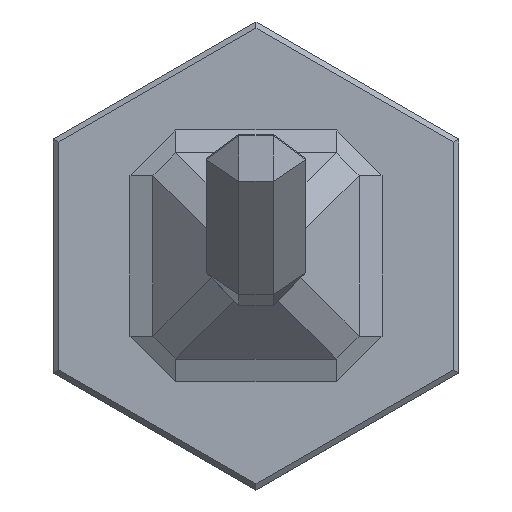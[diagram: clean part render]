
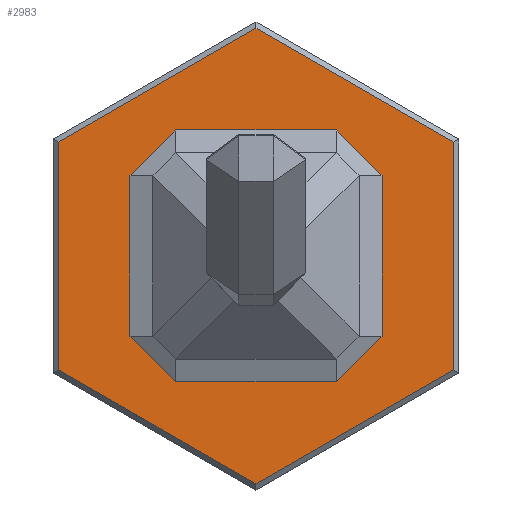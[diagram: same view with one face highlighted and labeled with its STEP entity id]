
A CAD part, top view. The second image highlights one B-rep face of the part: STEP entity #2983.
In plain terms, the highlighted planar face has unit normal (0, 0, 1).
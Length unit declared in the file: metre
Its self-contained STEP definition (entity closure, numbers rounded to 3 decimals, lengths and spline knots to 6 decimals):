
#30=ORIENTED_EDGE('',*,*,#906,.T.);
#31=ORIENTED_EDGE('',*,*,#907,.T.);
#32=ORIENTED_EDGE('',*,*,#908,.T.);
#33=ORIENTED_EDGE('',*,*,#909,.T.);
#34=ORIENTED_EDGE('',*,*,#910,.T.);
#35=ORIENTED_EDGE('',*,*,#911,.T.);
#36=ORIENTED_EDGE('',*,*,#912,.T.);
#37=ORIENTED_EDGE('',*,*,#913,.T.);
#38=ORIENTED_EDGE('',*,*,#914,.F.);
#39=ORIENTED_EDGE('',*,*,#915,.F.);
#40=ORIENTED_EDGE('',*,*,#916,.F.);
#41=ORIENTED_EDGE('',*,*,#917,.F.);
#42=ORIENTED_EDGE('',*,*,#918,.F.);
#43=ORIENTED_EDGE('',*,*,#919,.F.);
#906=EDGE_CURVE('',#1344,#1345,#1612,.T.);
#907=EDGE_CURVE('',#1345,#1346,#1613,.F.);
#908=EDGE_CURVE('',#1346,#1347,#1614,.T.);
#909=EDGE_CURVE('',#1347,#1348,#1615,.F.);
#910=EDGE_CURVE('',#1348,#1349,#1616,.T.);
#911=EDGE_CURVE('',#1349,#1350,#1617,.F.);
#912=EDGE_CURVE('',#1350,#1351,#1618,.T.);
#913=EDGE_CURVE('',#1351,#1344,#1619,.F.);
#914=EDGE_CURVE('',#1352,#1353,#1620,.T.);
#915=EDGE_CURVE('',#1354,#1352,#1621,.T.);
#916=EDGE_CURVE('',#1355,#1354,#1622,.T.);
#917=EDGE_CURVE('',#1356,#1355,#1623,.T.);
#918=EDGE_CURVE('',#1357,#1356,#1624,.T.);
#919=EDGE_CURVE('',#1353,#1357,#1625,.T.);
#1344=VERTEX_POINT('',#4139);
#1345=VERTEX_POINT('',#4140);
#1346=VERTEX_POINT('',#4142);
#1347=VERTEX_POINT('',#4144);
#1348=VERTEX_POINT('',#4146);
#1349=VERTEX_POINT('',#4148);
#1350=VERTEX_POINT('',#4150);
#1351=VERTEX_POINT('',#4152);
#1352=VERTEX_POINT('',#4155);
#1353=VERTEX_POINT('',#4156);
#1354=VERTEX_POINT('',#4158);
#1355=VERTEX_POINT('',#4160);
#1356=VERTEX_POINT('',#4162);
#1357=VERTEX_POINT('',#4164);
#1612=LINE('',#4138,#2038);
#1613=LINE('',#4141,#2039);
#1614=LINE('',#4143,#2040);
#1615=LINE('',#4145,#2041);
#1616=LINE('',#4147,#2042);
#1617=LINE('',#4149,#2043);
#1618=LINE('',#4151,#2044);
#1619=LINE('',#4153,#2045);
#1620=LINE('',#4154,#2046);
#1621=LINE('',#4157,#2047);
#1622=LINE('',#4159,#2048);
#1623=LINE('',#4161,#2049);
#1624=LINE('',#4163,#2050);
#1625=LINE('',#4165,#2051);
#2038=VECTOR('',#3350,1.);
#2039=VECTOR('',#3351,1.);
#2040=VECTOR('',#3352,1.);
#2041=VECTOR('',#3353,1.);
#2042=VECTOR('',#3354,1.);
#2043=VECTOR('',#3355,1.);
#2044=VECTOR('',#3356,1.);
#2045=VECTOR('',#3357,1.);
#2046=VECTOR('',#3358,1.);
#2047=VECTOR('',#3359,1.);
#2048=VECTOR('',#3360,1.);
#2049=VECTOR('',#3361,1.);
#2050=VECTOR('',#3362,1.);
#2051=VECTOR('',#3363,1.);
#2464=EDGE_LOOP('',(#30,#31,#32,#33,#34,#35,#36,#37));
#2465=EDGE_LOOP('',(#38,#39,#40,#41,#42,#43));
#2642=FACE_BOUND('',#2464,.T.);
#2643=FACE_BOUND('',#2465,.T.);
#2820=PLANE('',#3165);
#2983=ADVANCED_FACE('',(#2642,#2643),#2820,.T.);
#3165=AXIS2_PLACEMENT_3D('',#4137,#3348,#3349);
#3348=DIRECTION('',(0.,0.,1.));
#3349=DIRECTION('',(0.,1.,0.));
#3350=DIRECTION('',(0.,-1.,0.));
#3351=DIRECTION('',(0.707,0.707,0.));
#3352=DIRECTION('',(-1.,0.,0.));
#3353=DIRECTION('',(0.707,-0.707,0.));
#3354=DIRECTION('',(0.,1.,0.));
#3355=DIRECTION('',(-0.707,-0.707,0.));
#3356=DIRECTION('',(1.,0.,0.));
#3357=DIRECTION('',(-0.707,0.707,0.));
#3358=DIRECTION('',(0.,-1.,0.));
#3359=DIRECTION('',(0.866,-0.5,0.));
#3360=DIRECTION('',(0.866,0.5,0.));
#3361=DIRECTION('',(0.,1.,0.));
#3362=DIRECTION('',(-0.866,0.5,0.));
#3363=DIRECTION('',(-0.866,-0.5,0.));
#4137=CARTESIAN_POINT('',(0.,0.,0.01));
#4138=CARTESIAN_POINT('',(0.006996,0.,0.01));
#4139=CARTESIAN_POINT('',(0.006996,0.00445,0.01));
#4140=CARTESIAN_POINT('',(0.006996,-0.00445,0.01));
#4141=CARTESIAN_POINT('',(0.005723,-0.005723,0.01));
#4142=CARTESIAN_POINT('',(0.00445,-0.006996,0.01));
#4143=CARTESIAN_POINT('',(0.,-0.006996,0.01));
#4144=CARTESIAN_POINT('',(-0.00445,-0.006996,0.01));
#4145=CARTESIAN_POINT('',(-0.005723,-0.005723,0.01));
#4146=CARTESIAN_POINT('',(-0.006996,-0.00445,0.01));
#4147=CARTESIAN_POINT('',(-0.006996,0.,0.01));
#4148=CARTESIAN_POINT('',(-0.006996,0.00445,0.01));
#4149=CARTESIAN_POINT('',(-0.005723,0.005723,0.01));
#4150=CARTESIAN_POINT('',(-0.00445,0.006996,0.01));
#4151=CARTESIAN_POINT('',(0.,0.006996,0.01));
#4152=CARTESIAN_POINT('',(0.00445,0.006996,0.01));
#4153=CARTESIAN_POINT('',(0.005723,0.005723,0.01));
#4154=CARTESIAN_POINT('',(0.01095,-0.003248,0.01));
#4155=CARTESIAN_POINT('',(0.01095,0.006322,0.01));
#4156=CARTESIAN_POINT('',(0.01095,-0.006322,0.01));
#4157=CARTESIAN_POINT('',(0.008287,0.007859,0.01));
#4158=CARTESIAN_POINT('',(0.,0.012644,0.01));
#4159=CARTESIAN_POINT('',(-0.002663,0.011107,0.01));
#4160=CARTESIAN_POINT('',(-0.01095,0.006322,0.01));
#4161=CARTESIAN_POINT('',(-0.01095,0.003248,0.01));
#4162=CARTESIAN_POINT('',(-0.01095,-0.006322,0.01));
#4163=CARTESIAN_POINT('',(-0.008288,-0.007859,0.01));
#4164=CARTESIAN_POINT('',(0.,-0.012644,0.01));
#4165=CARTESIAN_POINT('',(0.002662,-0.011107,0.01));
